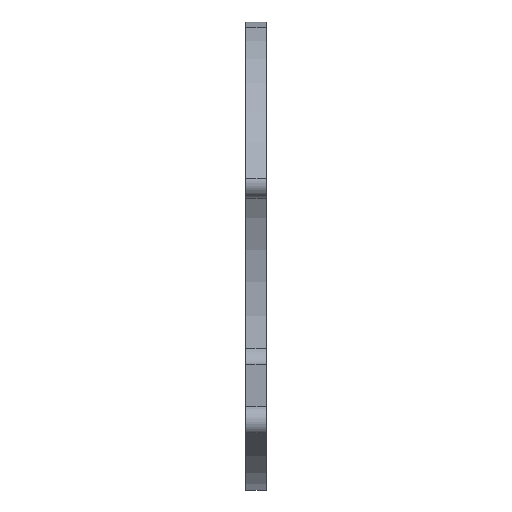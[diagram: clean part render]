
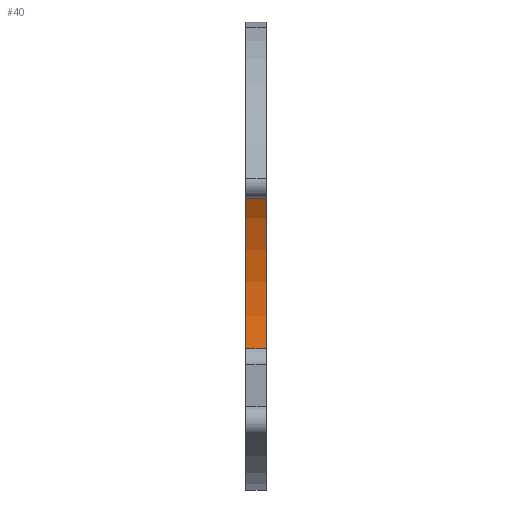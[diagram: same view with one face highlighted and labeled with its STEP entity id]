
A CAD part, left-side view. The second image highlights one B-rep face of the part: STEP entity #40.
In plain terms, the highlighted cylindrical face has radius 21 mm (diameter 42 mm), a partial arc.
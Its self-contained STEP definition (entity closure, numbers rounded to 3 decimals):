
#40=ADVANCED_FACE('',(#77),#76,.F.);
#76=CYLINDRICAL_SURFACE('',#445,21.);
#77=FACE_OUTER_BOUND('',#446,.T.);
#442=CARTESIAN_POINT('',(-71.484,1000.,-5.435));
#443=DIRECTION('',(0.,1.,0.));
#444=DIRECTION('',(0.,0.,1.));
#445=AXIS2_PLACEMENT_3D('',#442,#443,#444);
#446=EDGE_LOOP('',(#628,#629,#630,#631));
#628=ORIENTED_EDGE('',*,*,#832,.T.);
#629=ORIENTED_EDGE('',*,*,#833,.F.);
#630=ORIENTED_EDGE('',*,*,#834,.F.);
#631=ORIENTED_EDGE('',*,*,#835,.T.);
#832=EDGE_CURVE('',#934,#935,#936,.T.);
#833=EDGE_CURVE('',#942,#935,#943,.T.);
#834=EDGE_CURVE('',#949,#942,#950,.T.);
#835=EDGE_CURVE('',#949,#934,#956,.T.);
#934=VERTEX_POINT('',#1614);
#935=VERTEX_POINT('',#1615);
#936=CIRCLE('',#1619,21.);
#942=VERTEX_POINT('',#1620);
#943=LINE('',#1621,#1622);
#949=VERTEX_POINT('',#1624);
#950=CIRCLE('',#1628,21.);
#956=LINE('',#1629,#1630);
#1614=CARTESIAN_POINT('',(-50.923,0.,-9.709));
#1615=CARTESIAN_POINT('',(-55.815,0.,8.547));
#1616=CARTESIAN_POINT('',(-71.484,0.,-5.435));
#1617=DIRECTION('',(0.,-1.,0.));
#1618=DIRECTION('',(0.,0.,-1.));
#1619=AXIS2_PLACEMENT_3D('',#1616,#1617,#1618);
#1620=CARTESIAN_POINT('',(-55.815,2.,8.547));
#1621=CARTESIAN_POINT('',(-55.815,2.,8.547));
#1622=VECTOR('',#1623,2.);
#1623=DIRECTION('',(0.,-1.,0.));
#1624=CARTESIAN_POINT('',(-50.923,2.,-9.709));
#1625=CARTESIAN_POINT('',(-71.484,2.,-5.435));
#1626=DIRECTION('',(0.,-1.,0.));
#1627=DIRECTION('',(0.,0.,-1.));
#1628=AXIS2_PLACEMENT_3D('',#1625,#1626,#1627);
#1629=CARTESIAN_POINT('',(-50.923,2.,-9.709));
#1630=VECTOR('',#1631,2.);
#1631=DIRECTION('',(0.,-1.,0.));
